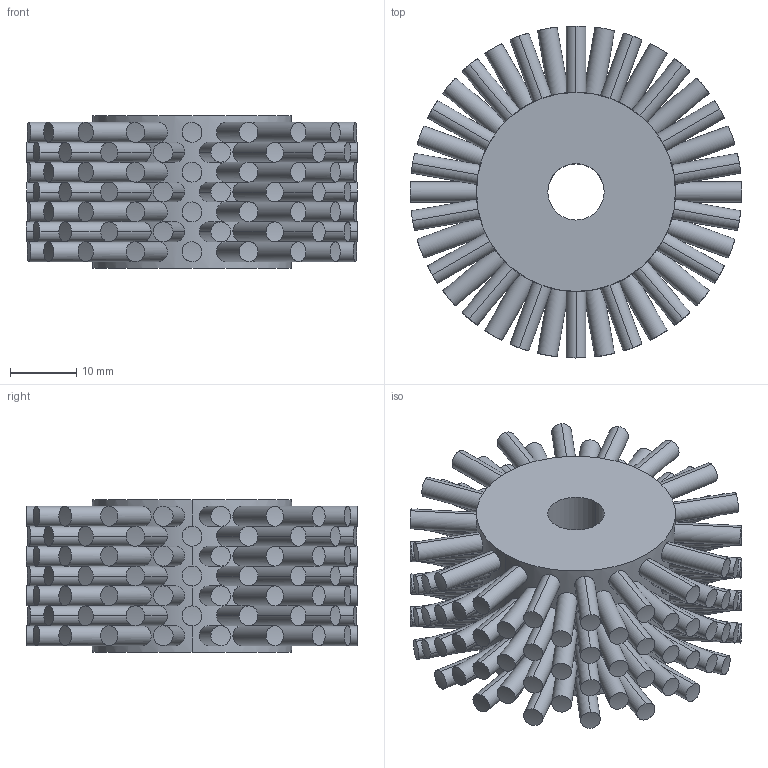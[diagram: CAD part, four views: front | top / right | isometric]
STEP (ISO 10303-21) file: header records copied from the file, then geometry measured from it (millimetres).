
FILE_DESCRIPTION (( 'STEP AP214' ), '1' );
FILE_NAME ('0011534.step', '2022-12-16T13:05:21', ( '' ), ( '' ), 'SwSTEP 2.0', 'SolidWorks 2020', '' );
FILE_SCHEMA (( 'AUTOMOTIVE_DESIGN' ));
Length unit declared in the file: millimetre
Products named in the file (1): 0011534
Bounding box: 50 x 50 x 23 mm (x, y, z)
Volume: 23860.7 mm3; surface area: 15957 mm2
Topology: 1 solids, 1 shells, 384 faces, 786 edges, 524 vertices
Faces by surface type: bspline 252, cylinder 130, plane 2
Entity records: 37546 total; most frequent: CARTESIAN_POINT 28671, ORIENTED_EDGE 1572, EDGE_CURVE 786, DIRECTION 544, VERTEX_POINT 524, B_SPLINE_CURVE_WITH_KNOTS 516, EDGE_LOOP 506, FACE_OUTER_BOUND 384
